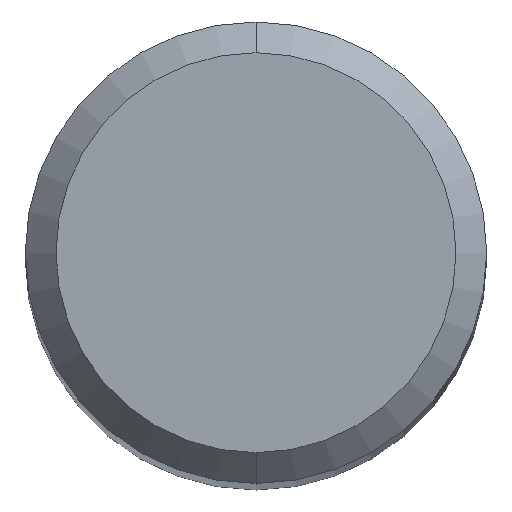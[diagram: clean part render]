
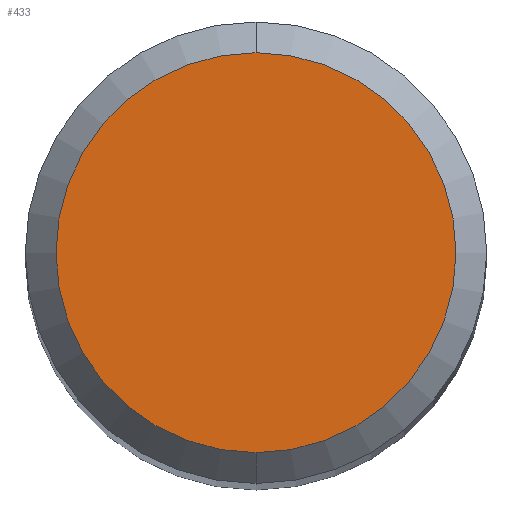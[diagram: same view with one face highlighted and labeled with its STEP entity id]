
A CAD part, top view. The second image highlights one B-rep face of the part: STEP entity #433.
In plain terms, the highlighted planar face has unit normal (0, 0, 1).
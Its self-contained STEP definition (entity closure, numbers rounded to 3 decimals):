
#227=VERTEX_POINT('',#539);
#297=EDGE_CURVE('',#417,#227,#614,.T.);
#413=EDGE_CURVE('',#227,#417,#747,.T.);
#417=VERTEX_POINT('',#751);
#433=ADVANCED_FACE('',(#767),#768,.T.);
#539=CARTESIAN_POINT('',(0.0,2.6,0.0));
#614=CIRCLE('',#1048,2.6);
#747=CIRCLE('',#1324,2.6);
#751=CARTESIAN_POINT('',(0.,-2.6,0.0));
#767=FACE_OUTER_BOUND('',#1375,.T.);
#768=PLANE('',#1376);
#1048=AXIS2_PLACEMENT_3D('',#1574,#1575,#1576);
#1324=AXIS2_PLACEMENT_3D('',#1762,#1763,#1764);
#1375=EDGE_LOOP('',(#1773,#1774));
#1376=AXIS2_PLACEMENT_3D('',#1775,#1776,#1777);
#1574=CARTESIAN_POINT('',(0.0,0.0,0.0));
#1575=DIRECTION('',(0.0,0.0,-1.0));
#1576=DIRECTION('',(0.0,1.0,0.0));
#1762=CARTESIAN_POINT('',(0.0,0.0,0.0));
#1763=DIRECTION('',(0.0,0.0,-1.0));
#1764=DIRECTION('',(0.0,1.0,0.0));
#1773=ORIENTED_EDGE('',*,*,#413,.F.);
#1774=ORIENTED_EDGE('',*,*,#297,.F.);
#1775=CARTESIAN_POINT('',(0.0,1.3,0.0));
#1776=DIRECTION('',(-0.0,0.0,1.0));
#1777=DIRECTION('',(0.0,-1.0,0.0));
